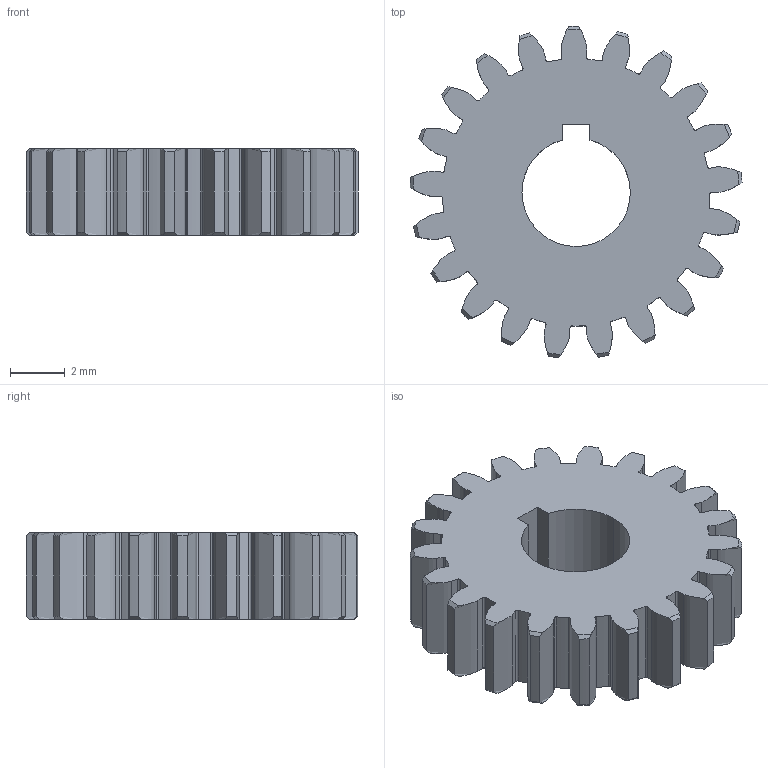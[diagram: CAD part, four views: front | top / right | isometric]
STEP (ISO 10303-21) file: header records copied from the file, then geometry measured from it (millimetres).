
FILE_DESCRIPTION (( 'STEP AP214' ), '1' );
FILE_NAME ('48dp-20pa-21t spur gear.STEP', '2021-08-15T11:16:38', ( '' ), ( '' ), 'SwSTEP 2.0', 'SolidWorks 2019', '' );
FILE_SCHEMA (( 'AUTOMOTIVE_DESIGN' ));
Length unit declared in the file: inch
Products named in the file (1): 48dp-20pa-21t spur gear
Bounding box: 12.16 x 12.14 x 3.17 mm (x, y, z)
Volume: 260 mm3; surface area: 433.8 mm2
Topology: 1 solids, 1 shells, 228 faces, 678 edges, 452 vertices
Faces by surface type: cylinder 97, plane 47, cone 42, bspline 42
Entity records: 10954 total; most frequent: CARTESIAN_POINT 5013, ORIENTED_EDGE 1356, DIRECTION 1120, EDGE_CURVE 678, VERTEX_POINT 452, AXIS2_PLACEMENT_3D 423, VECTOR 274, LINE 274
